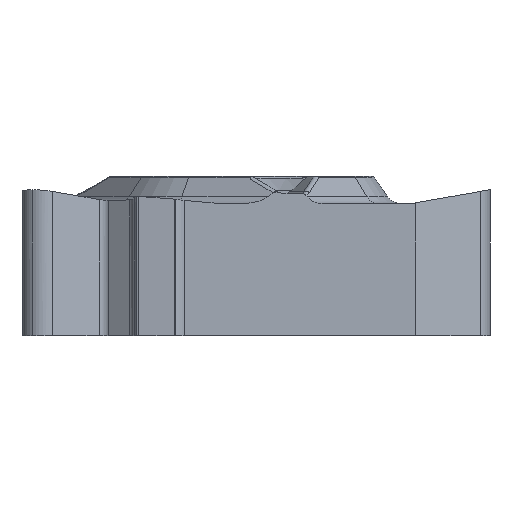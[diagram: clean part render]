
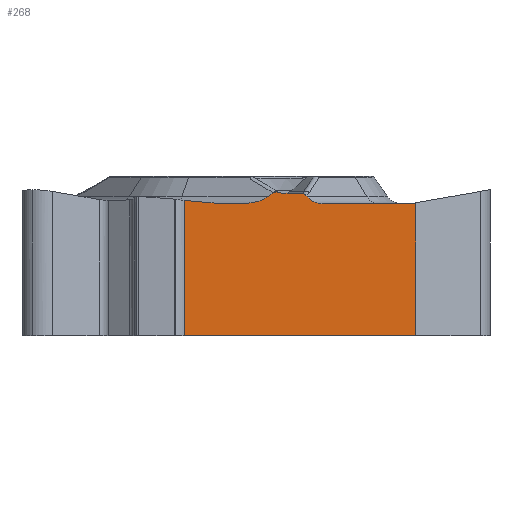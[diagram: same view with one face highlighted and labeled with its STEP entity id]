
A CAD part, left-side view. The second image highlights one B-rep face of the part: STEP entity #268.
In plain terms, the highlighted planar face has unit normal (-1, 0, 0).
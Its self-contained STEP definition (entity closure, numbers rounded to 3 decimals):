
#164=CIRCLE('',#2981,0.75);
#268=ADVANCED_FACE('',(#491),#435,.F.);
#435=PLANE('',#2988);
#491=FACE_OUTER_BOUND('',#655,.T.);
#655=EDGE_LOOP('',(#926,#927,#928,#929,#930,#931,#932,#933,#934,#935,#936,
#937,#938,#939,#940,#941,#942,#943,#944));
#827=ELLIPSE('',#2982,0.884,0.75);
#828=ELLIPSE('',#2983,0.242,0.205);
#829=ELLIPSE('',#2984,0.309,0.3);
#830=ELLIPSE('',#2985,0.304,0.205);
#831=ELLIPSE('',#2986,1.5,0.75);
#832=ELLIPSE('',#2987,1.5,0.75);
#926=ORIENTED_EDGE('',*,*,#2065,.T.);
#927=ORIENTED_EDGE('',*,*,#2066,.T.);
#928=ORIENTED_EDGE('',*,*,#2067,.T.);
#929=ORIENTED_EDGE('',*,*,#2068,.T.);
#930=ORIENTED_EDGE('',*,*,#2069,.T.);
#931=ORIENTED_EDGE('',*,*,#2070,.T.);
#932=ORIENTED_EDGE('',*,*,#2071,.F.);
#933=ORIENTED_EDGE('',*,*,#2072,.F.);
#934=ORIENTED_EDGE('',*,*,#2073,.F.);
#935=ORIENTED_EDGE('',*,*,#2045,.T.);
#936=ORIENTED_EDGE('',*,*,#2074,.T.);
#937=ORIENTED_EDGE('',*,*,#2075,.F.);
#938=ORIENTED_EDGE('',*,*,#2076,.F.);
#939=ORIENTED_EDGE('',*,*,#2077,.T.);
#940=ORIENTED_EDGE('',*,*,#2078,.T.);
#941=ORIENTED_EDGE('',*,*,#2079,.T.);
#942=ORIENTED_EDGE('',*,*,#2080,.T.);
#943=ORIENTED_EDGE('',*,*,#2081,.T.);
#944=ORIENTED_EDGE('',*,*,#2063,.T.);
#1773=VERTEX_POINT('',#4566);
#1774=VERTEX_POINT('',#4568);
#1790=VERTEX_POINT('',#4603);
#1791=VERTEX_POINT('',#4605);
#1792=VERTEX_POINT('',#4609);
#1793=VERTEX_POINT('',#4611);
#1794=VERTEX_POINT('',#4613);
#1795=VERTEX_POINT('',#4615);
#1796=VERTEX_POINT('',#4617);
#1797=VERTEX_POINT('',#4619);
#1798=VERTEX_POINT('',#4621);
#1799=VERTEX_POINT('',#4629);
#1800=VERTEX_POINT('',#4632);
#1801=VERTEX_POINT('',#4643);
#1802=VERTEX_POINT('',#4645);
#1803=VERTEX_POINT('',#4647);
#1804=VERTEX_POINT('',#4649);
#1805=VERTEX_POINT('',#4651);
#1806=VERTEX_POINT('',#4653);
#2045=EDGE_CURVE('',#1774,#1773,#2474,.T.);
#2063=EDGE_CURVE('',#1791,#1790,#2489,.T.);
#2065=EDGE_CURVE('',#1790,#1792,#2490,.T.);
#2066=EDGE_CURVE('',#1792,#1793,#2491,.T.);
#2067=EDGE_CURVE('',#1793,#1794,#2492,.T.);
#2068=EDGE_CURVE('',#1794,#1795,#164,.T.);
#2069=EDGE_CURVE('',#1795,#1796,#2493,.T.);
#2070=EDGE_CURVE('',#1796,#1797,#827,.T.);
#2071=EDGE_CURVE('',#1798,#1797,#2494,.T.);
#2072=EDGE_CURVE('',#1799,#1798,#2897,.T.);
#2073=EDGE_CURVE('',#1774,#1799,#828,.T.);
#2074=EDGE_CURVE('',#1773,#1800,#829,.T.);
#2075=EDGE_CURVE('',#1801,#1800,#2898,.T.);
#2076=EDGE_CURVE('',#1802,#1801,#830,.T.);
#2077=EDGE_CURVE('',#1802,#1803,#2495,.T.);
#2078=EDGE_CURVE('',#1803,#1804,#831,.T.);
#2079=EDGE_CURVE('',#1804,#1805,#2496,.T.);
#2080=EDGE_CURVE('',#1805,#1806,#832,.T.);
#2081=EDGE_CURVE('',#1806,#1791,#2497,.T.);
#2474=LINE('',#4567,#2684);
#2489=LINE('',#4604,#2699);
#2490=LINE('',#4608,#2700);
#2491=LINE('',#4610,#2701);
#2492=LINE('',#4612,#2702);
#2493=LINE('',#4616,#2703);
#2494=LINE('',#4620,#2704);
#2495=LINE('',#4646,#2705);
#2496=LINE('',#4650,#2706);
#2497=LINE('',#4654,#2707);
#2684=VECTOR('',#3303,1.);
#2699=VECTOR('',#3328,1.);
#2700=VECTOR('',#3333,1.);
#2701=VECTOR('',#3334,1.);
#2702=VECTOR('',#3335,1.);
#2703=VECTOR('',#3338,1.);
#2704=VECTOR('',#3341,1.);
#2705=VECTOR('',#3348,1.);
#2706=VECTOR('',#3351,1.);
#2707=VECTOR('',#3354,1.);
#2897=B_SPLINE_CURVE_WITH_KNOTS('',3,(#4622,#4623,#4624,#4625,#4626,#4627,
#4628),.UNSPECIFIED.,.F.,.F.,(4,3,4),(0.,0.539,1.),
 .UNSPECIFIED.);
#2898=B_SPLINE_CURVE_WITH_KNOTS('',3,(#4633,#4634,#4635,#4636,#4637,#4638,
#4639,#4640,#4641,#4642),.UNSPECIFIED.,.F.,.F.,(4,3,3,4),(0.,0.216,
0.521,1.),.UNSPECIFIED.);
#2981=AXIS2_PLACEMENT_3D('',#4614,#3336,#3337);
#2982=AXIS2_PLACEMENT_3D('',#4618,#3339,#3340);
#2983=AXIS2_PLACEMENT_3D('',#4630,#3342,#3343);
#2984=AXIS2_PLACEMENT_3D('',#4631,#3344,#3345);
#2985=AXIS2_PLACEMENT_3D('',#4644,#3346,#3347);
#2986=AXIS2_PLACEMENT_3D('',#4648,#3349,#3350);
#2987=AXIS2_PLACEMENT_3D('',#4652,#3352,#3353);
#2988=AXIS2_PLACEMENT_3D('',#4655,#3355,#3356);
#3303=DIRECTION('',(0.,1.,0.));
#3328=DIRECTION('',(0.,0.,-1.));
#3333=DIRECTION('',(0.,-1.,0.));
#3334=DIRECTION('',(0.,0.,1.));
#3335=DIRECTION('',(0.,0.985,-0.174));
#3336=DIRECTION('',(1.,0.,0.));
#3337=DIRECTION('',(0.,1.,0.));
#3338=DIRECTION('',(0.,1.,0.));
#3339=DIRECTION('',(1.,0.,0.));
#3340=DIRECTION('',(0.,1.,0.));
#3341=DIRECTION('',(0.,-0.637,-0.771));
#3342=DIRECTION('',(1.,0.,0.));
#3343=DIRECTION('',(0.,-1.,0.));
#3344=DIRECTION('',(1.,0.,0.));
#3345=DIRECTION('',(0.,1.,0.));
#3346=DIRECTION('',(1.,0.,0.));
#3347=DIRECTION('',(0.,-0.858,-0.514));
#3348=DIRECTION('',(0.,0.814,-0.581));
#3349=DIRECTION('',(1.,0.,0.));
#3350=DIRECTION('',(0.,1.,0.));
#3351=DIRECTION('',(0.,1.,0.));
#3352=DIRECTION('',(1.,0.,0.));
#3353=DIRECTION('',(0.,1.,0.));
#3354=DIRECTION('',(0.,0.996,0.088));
#3355=DIRECTION('',(1.,0.,0.));
#3356=DIRECTION('',(0.,1.,0.));
#4566=CARTESIAN_POINT('',(-7.938,-1.528,-0.3));
#4567=CARTESIAN_POINT('',(-7.938,0.,-0.3));
#4568=CARTESIAN_POINT('',(-7.938,-2.414,-0.3));
#4603=CARTESIAN_POINT('',(-7.938,3.123,-7.));
#4604=CARTESIAN_POINT('',(-7.938,3.123,25.));
#4605=CARTESIAN_POINT('',(-7.938,3.123,-0.628));
#4608=CARTESIAN_POINT('',(-7.938,3.123,-7.));
#4609=CARTESIAN_POINT('',(-7.938,-7.802,-7.));
#4610=CARTESIAN_POINT('',(-7.938,-7.802,25.));
#4611=CARTESIAN_POINT('',(-7.938,-7.802,-0.74));
#4612=CARTESIAN_POINT('',(-7.938,-4.637,-1.298));
#4613=CARTESIAN_POINT('',(-7.938,-7.635,-0.77));
#4614=CARTESIAN_POINT('',(-7.938,-7.504,-0.031));
#4615=CARTESIAN_POINT('',(-7.938,-7.504,-0.781));
#4616=CARTESIAN_POINT('',(-7.938,0.,-0.781));
#4617=CARTESIAN_POINT('',(-7.938,-3.398,-0.781));
#4618=CARTESIAN_POINT('',(-7.938,-3.398,-0.031));
#4619=CARTESIAN_POINT('',(-7.938,-2.673,-0.461));
#4620=CARTESIAN_POINT('',(-7.937,10.911,15.991));
#4621=CARTESIAN_POINT('',(-7.938,-2.609,-0.384));
#4622=CARTESIAN_POINT('',(-7.938,-2.454,-0.303));
#4623=CARTESIAN_POINT('',(-7.938,-2.486,-0.307));
#4624=CARTESIAN_POINT('',(-7.938,-2.518,-0.317));
#4625=CARTESIAN_POINT('',(-7.938,-2.546,-0.332));
#4626=CARTESIAN_POINT('',(-7.938,-2.57,-0.345));
#4627=CARTESIAN_POINT('',(-7.938,-2.592,-0.363));
#4628=CARTESIAN_POINT('',(-7.938,-2.609,-0.384));
#4629=CARTESIAN_POINT('',(-7.938,-2.454,-0.303));
#4630=CARTESIAN_POINT('',(-7.938,-2.414,-0.505));
#4631=CARTESIAN_POINT('',(-7.938,-1.528,0.));
#4632=CARTESIAN_POINT('',(-7.938,-1.408,-0.276));
#4633=CARTESIAN_POINT('',(-7.938,-1.079,-0.264));
#4634=CARTESIAN_POINT('',(-7.938,-1.1,-0.25));
#4635=CARTESIAN_POINT('',(-7.938,-1.124,-0.242));
#4636=CARTESIAN_POINT('',(-7.938,-1.148,-0.237));
#4637=CARTESIAN_POINT('',(-7.938,-1.181,-0.23));
#4638=CARTESIAN_POINT('',(-7.938,-1.217,-0.23));
#4639=CARTESIAN_POINT('',(-7.938,-1.251,-0.234));
#4640=CARTESIAN_POINT('',(-7.938,-1.305,-0.24));
#4641=CARTESIAN_POINT('',(-7.938,-1.358,-0.256));
#4642=CARTESIAN_POINT('',(-7.938,-1.408,-0.276));
#4643=CARTESIAN_POINT('',(-7.938,-1.079,-0.264));
#4644=CARTESIAN_POINT('',(-7.938,-1.293,-0.468));
#4645=CARTESIAN_POINT('',(-7.938,-1.072,-0.268));
#4646=CARTESIAN_POINT('',(-7.938,-12.312,7.758));
#4647=CARTESIAN_POINT('',(-7.938,-0.802,-0.461));
#4648=CARTESIAN_POINT('',(-7.938,0.427,-0.031));
#4649=CARTESIAN_POINT('',(-7.938,0.427,-0.781));
#4650=CARTESIAN_POINT('',(-7.938,3.123,-0.781));
#4651=CARTESIAN_POINT('',(-7.938,1.261,-0.781));
#4652=CARTESIAN_POINT('',(-7.938,1.261,-0.031));
#4653=CARTESIAN_POINT('',(-7.938,1.521,-0.77));
#4654=CARTESIAN_POINT('',(-7.938,5.365,-0.431));
#4655=CARTESIAN_POINT('',(-7.938,3.123,25.));
